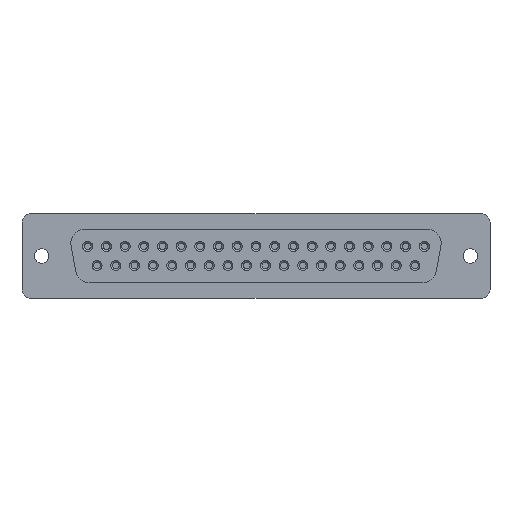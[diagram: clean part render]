
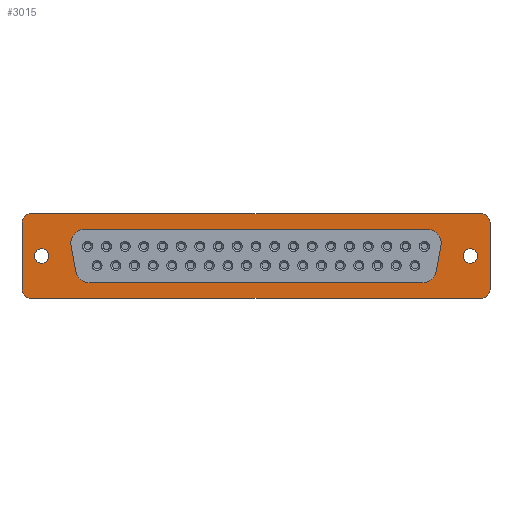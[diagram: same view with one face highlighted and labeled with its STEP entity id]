
A CAD part, top view. The second image highlights one B-rep face of the part: STEP entity #3015.
In plain terms, the highlighted planar face has unit normal (0, 0, 1).
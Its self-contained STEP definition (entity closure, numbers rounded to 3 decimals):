
#1995=EDGE_CURVE('',#3557,#4881,#5925,.T.);
#2475=VERTEX_POINT('',#6548);
#2609=VERTEX_POINT('',#6697);
#2681=EDGE_CURVE('',#4643,#5549,#6778,.T.);
#2707=EDGE_CURVE('',#3757,#5467,#6807,.T.);
#2887=EDGE_CURVE('',#5573,#3151,#7010,.T.);
#2951=EDGE_CURVE('',#5429,#5721,#7083,.T.);
#3015=ADVANCED_FACE('',(#7153,#7154,#7155,#7156),#7157,.T.);
#3031=VERTEX_POINT('',#7177);
#3073=VERTEX_POINT('',#7224);
#3101=VERTEX_POINT('',#7257);
#3129=VERTEX_POINT('',#7292);
#3145=VERTEX_POINT('',#7310);
#3149=EDGE_CURVE('',#3151,#3257,#7314,.T.);
#3151=VERTEX_POINT('',#7316);
#3197=EDGE_CURVE('',#4037,#3145,#7369,.T.);
#3217=EDGE_CURVE('',#3129,#2475,#7393,.T.);
#3257=VERTEX_POINT('',#7436);
#3309=EDGE_CURVE('',#3731,#4027,#7494,.T.);
#3313=EDGE_CURVE('',#5721,#2609,#7498,.T.);
#3537=EDGE_CURVE('',#5467,#3757,#7750,.T.);
#3557=VERTEX_POINT('',#7773);
#3635=EDGE_CURVE('',#4881,#5429,#7860,.T.);
#3731=VERTEX_POINT('',#7971);
#3741=EDGE_CURVE('',#3145,#5267,#7982,.T.);
#3757=VERTEX_POINT('',#7998);
#3891=EDGE_CURVE('',#3257,#3031,#8146,.T.);
#4027=VERTEX_POINT('',#8297);
#4037=VERTEX_POINT('',#8308);
#4311=EDGE_CURVE('',#3031,#3073,#8613,.T.);
#4579=EDGE_CURVE('',#5267,#3557,#8915,.T.);
#4643=VERTEX_POINT('',#8987);
#4881=VERTEX_POINT('',#9254);
#4985=EDGE_CURVE('',#2475,#3101,#9366,.T.);
#5123=EDGE_CURVE('',#3101,#5573,#9526,.T.);
#5141=EDGE_CURVE('',#2609,#4037,#9546,.T.);
#5193=EDGE_CURVE('',#4027,#3129,#9601,.T.);
#5267=VERTEX_POINT('',#9687);
#5321=EDGE_CURVE('',#5549,#4643,#9747,.T.);
#5429=VERTEX_POINT('',#9869);
#5467=VERTEX_POINT('',#9910);
#5549=VERTEX_POINT('',#9999);
#5573=VERTEX_POINT('',#10027);
#5721=VERTEX_POINT('',#10193);
#5739=EDGE_CURVE('',#3073,#3731,#10213,.T.);
#5925=LINE('',#10412,#10413);
#6548=CARTESIAN_POINT('',(26.702,-2.297,0.));
#6697=CARTESIAN_POINT('',(-33.36,6.275,0.));
#6778=CIRCLE('',#11510,1.078);
#6807=CIRCLE('',#11553,1.078);
#7010=CIRCLE('',#11816,2.0);
#7083=LINE('',#11914,#11915);
#7153=FACE_OUTER_BOUND('',#12012,.T.);
#7154=FACE_BOUND('',#12013,.T.);
#7155=FACE_BOUND('',#12014,.T.);
#7156=FACE_BOUND('',#12015,.T.);
#7157=PLANE('',#12016);
#7177=CARTESIAN_POINT('',(-27.42,1.95,0.));
#7224=CARTESIAN_POINT('',(-25.42,3.95,0.));
#7257=CARTESIAN_POINT('',(24.732,-3.95,0.));
#7292=CARTESIAN_POINT('',(27.39,1.603,0.));
#7310=CARTESIAN_POINT('',(34.66,4.975,0.));
#7314=LINE('',#12201,#12202);
#7316=CARTESIAN_POINT('',(-26.702,-2.297,0.));
#7369=CIRCLE('',#12268,1.3);
#7393=LINE('',#12294,#12295);
#7436=CARTESIAN_POINT('',(-27.39,1.603,0.));
#7494=CIRCLE('',#12433,2.0);
#7498=CIRCLE('',#12438,1.3);
#7750=CIRCLE('',#12752,1.078);
#7773=CARTESIAN_POINT('',(33.36,-6.275,0.));
#7860=CIRCLE('',#12888,1.3);
#7971=CARTESIAN_POINT('',(25.42,3.95,0.));
#7982=LINE('',#13039,#13040);
#7998=CARTESIAN_POINT('',(31.75,-1.078,0.));
#8146=CIRCLE('',#13252,2.0);
#8297=CARTESIAN_POINT('',(27.42,1.95,0.));
#8308=CARTESIAN_POINT('',(33.36,6.275,0.));
#8613=CIRCLE('',#13870,2.0);
#8915=CIRCLE('',#14258,1.3);
#8987=CARTESIAN_POINT('',(-31.75,1.078,0.));
#9254=CARTESIAN_POINT('',(-33.36,-6.275,0.));
#9366=CIRCLE('',#14851,2.0);
#9526=LINE('',#15084,#15085);
#9546=LINE('',#15111,#15112);
#9601=CIRCLE('',#15183,2.0);
#9687=CARTESIAN_POINT('',(34.66,-4.975,0.));
#9747=CIRCLE('',#15393,1.078);
#9869=CARTESIAN_POINT('',(-34.66,-4.975,0.));
#9910=CARTESIAN_POINT('',(31.75,1.078,0.));
#9999=CARTESIAN_POINT('',(-31.75,-1.078,0.));
#10027=CARTESIAN_POINT('',(-24.732,-3.95,0.));
#10193=CARTESIAN_POINT('',(-34.66,4.975,0.));
#10213=LINE('',#16018,#16019);
#10412=CARTESIAN_POINT('',(-33.36,-6.275,0.));
#10413=VECTOR('',#16264,1.0);
#11510=AXIS2_PLACEMENT_3D('',#17447,#17448,#17449);
#11553=AXIS2_PLACEMENT_3D('',#17475,#17476,#17477);
#11816=AXIS2_PLACEMENT_3D('',#17733,#17734,#17735);
#11914=CARTESIAN_POINT('',(-34.66,4.975,0.));
#11915=VECTOR('',#17824,1.0);
#12012=EDGE_LOOP('',(#17891,#17892,#17893,#17894,#17895,#17896,#17897,#17898));
#12013=EDGE_LOOP('',(#17899,#17900));
#12014=EDGE_LOOP('',(#17901,#17902));
#12015=EDGE_LOOP('',(#17903,#17904,#17905,#17906,#17907,#17908,#17909,#17910,#17911,#17912));
#12016=AXIS2_PLACEMENT_3D('',#17913,#17914,#17915);
#12201=CARTESIAN_POINT('',(-26.496,-3.466,0.));
#12202=VECTOR('',#18119,1.0);
#12268=AXIS2_PLACEMENT_3D('',#18191,#18192,#18193);
#12294=CARTESIAN_POINT('',(26.84,-1.516,0.));
#12295=VECTOR('',#18227,1.0);
#12433=AXIS2_PLACEMENT_3D('',#18346,#18347,#18348);
#12438=AXIS2_PLACEMENT_3D('',#18349,#18350,#18351);
#12752=AXIS2_PLACEMENT_3D('',#18685,#18686,#18687);
#12888=AXIS2_PLACEMENT_3D('',#18824,#18825,#18826);
#13039=CARTESIAN_POINT('',(34.66,-4.975,0.));
#13040=VECTOR('',#18996,1.0);
#13252=AXIS2_PLACEMENT_3D('',#19183,#19184,#19185);
#13870=AXIS2_PLACEMENT_3D('',#19714,#19715,#19716);
#14258=AXIS2_PLACEMENT_3D('',#20092,#20093,#20094);
#14851=AXIS2_PLACEMENT_3D('',#20625,#20626,#20627);
#15084=CARTESIAN_POINT('',(12.366,-3.95,0.));
#15085=VECTOR('',#20846,1.0);
#15111=CARTESIAN_POINT('',(33.36,6.275,0.));
#15112=VECTOR('',#20868,1.0);
#15183=AXIS2_PLACEMENT_3D('',#20928,#20929,#20930);
#15393=AXIS2_PLACEMENT_3D('',#21122,#21123,#21124);
#16018=CARTESIAN_POINT('',(-12.71,3.95,0.));
#16019=VECTOR('',#21689,1.0);
#16264=DIRECTION('',(-1.0,-0.0,-0.0));
#17447=CARTESIAN_POINT('',(-31.75,0.0,0.));
#17448=DIRECTION('',(0.0,0.0,-1.0));
#17449=DIRECTION('',(0.0,1.0,0.0));
#17475=CARTESIAN_POINT('',(31.75,0.0,0.));
#17476=DIRECTION('',(0.0,0.0,-1.0));
#17477=DIRECTION('',(0.0,1.0,0.0));
#17733=CARTESIAN_POINT('',(-24.732,-1.95,0.));
#17734=DIRECTION('',(0.0,0.0,-1.0));
#17735=DIRECTION('',(1.0,0.0,0.0));
#17824=DIRECTION('',(0.0,1.0,0.0));
#17891=ORIENTED_EDGE('',*,*,#3635,.F.);
#17892=ORIENTED_EDGE('',*,*,#1995,.F.);
#17893=ORIENTED_EDGE('',*,*,#4579,.F.);
#17894=ORIENTED_EDGE('',*,*,#3741,.F.);
#17895=ORIENTED_EDGE('',*,*,#3197,.F.);
#17896=ORIENTED_EDGE('',*,*,#5141,.F.);
#17897=ORIENTED_EDGE('',*,*,#3313,.F.);
#17898=ORIENTED_EDGE('',*,*,#2951,.F.);
#17899=ORIENTED_EDGE('',*,*,#2707,.T.);
#17900=ORIENTED_EDGE('',*,*,#3537,.T.);
#17901=ORIENTED_EDGE('',*,*,#5321,.T.);
#17902=ORIENTED_EDGE('',*,*,#2681,.T.);
#17903=ORIENTED_EDGE('',*,*,#2887,.T.);
#17904=ORIENTED_EDGE('',*,*,#3149,.T.);
#17905=ORIENTED_EDGE('',*,*,#3891,.T.);
#17906=ORIENTED_EDGE('',*,*,#4311,.T.);
#17907=ORIENTED_EDGE('',*,*,#5739,.T.);
#17908=ORIENTED_EDGE('',*,*,#3309,.T.);
#17909=ORIENTED_EDGE('',*,*,#5193,.T.);
#17910=ORIENTED_EDGE('',*,*,#3217,.T.);
#17911=ORIENTED_EDGE('',*,*,#4985,.T.);
#17912=ORIENTED_EDGE('',*,*,#5123,.T.);
#17913=CARTESIAN_POINT('',(0.,0.,0.));
#17914=DIRECTION('',(0.0,0.0,1.0));
#17915=DIRECTION('',(1.0,-0.0,0.0));
#18119=DIRECTION('',(-0.174,0.985,0.0));
#18191=CARTESIAN_POINT('',(33.36,4.975,0.));
#18192=DIRECTION('',(0.0,0.0,-1.0));
#18193=DIRECTION('',(1.0,0.0,0.0));
#18227=DIRECTION('',(-0.174,-0.985,0.0));
#18346=CARTESIAN_POINT('',(25.42,1.95,0.));
#18347=DIRECTION('',(0.0,0.0,-1.0));
#18348=DIRECTION('',(1.0,0.0,0.0));
#18349=CARTESIAN_POINT('',(-33.36,4.975,0.));
#18350=DIRECTION('',(0.0,0.0,-1.0));
#18351=DIRECTION('',(1.0,0.0,0.0));
#18685=CARTESIAN_POINT('',(31.75,0.0,0.));
#18686=DIRECTION('',(0.0,0.0,-1.0));
#18687=DIRECTION('',(0.0,1.0,0.0));
#18824=CARTESIAN_POINT('',(-33.36,-4.975,0.));
#18825=DIRECTION('',(0.0,0.0,-1.0));
#18826=DIRECTION('',(1.0,0.0,0.0));
#18996=DIRECTION('',(-0.0,-1.0,-0.0));
#19183=CARTESIAN_POINT('',(-25.42,1.95,0.));
#19184=DIRECTION('',(0.0,0.0,-1.0));
#19185=DIRECTION('',(1.0,0.0,0.0));
#19714=CARTESIAN_POINT('',(-25.42,1.95,0.));
#19715=DIRECTION('',(0.0,0.0,-1.0));
#19716=DIRECTION('',(1.0,0.0,0.0));
#20092=CARTESIAN_POINT('',(33.36,-4.975,0.));
#20093=DIRECTION('',(0.0,0.0,-1.0));
#20094=DIRECTION('',(1.0,0.0,0.0));
#20625=CARTESIAN_POINT('',(24.732,-1.95,0.));
#20626=DIRECTION('',(0.0,0.0,-1.0));
#20627=DIRECTION('',(1.0,0.0,0.0));
#20846=DIRECTION('',(-1.0,0.0,0.0));
#20868=DIRECTION('',(1.0,0.,0.0));
#20928=CARTESIAN_POINT('',(25.42,1.95,0.));
#20929=DIRECTION('',(0.0,0.0,-1.0));
#20930=DIRECTION('',(1.0,0.0,0.0));
#21122=CARTESIAN_POINT('',(-31.75,0.0,0.));
#21123=DIRECTION('',(0.0,0.0,-1.0));
#21124=DIRECTION('',(0.0,1.0,0.0));
#21689=DIRECTION('',(1.0,0.0,0.0));
